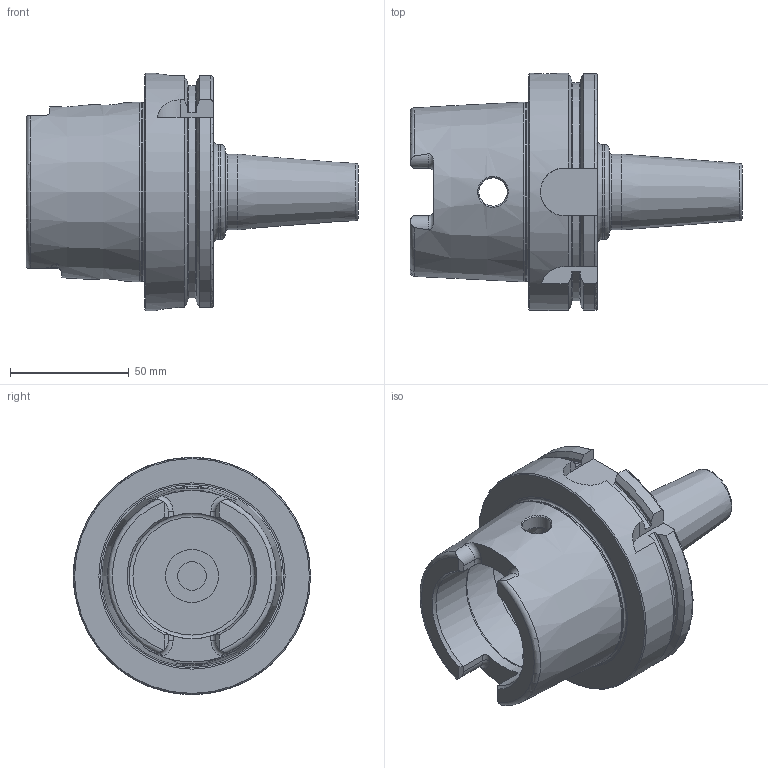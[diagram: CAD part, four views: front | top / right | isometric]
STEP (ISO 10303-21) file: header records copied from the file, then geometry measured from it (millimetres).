
FILE_DESCRIPTION(/* description */ (''),/* implementation_level */ '2;1');
FILE_NAME(/* name */ '04-1026-HSK100A-SFH9.525c-3.54.stp',/* time_stamp */ '2023-11-07T16:53:28+09:00',/* author */ ('SSKT'),/* organization */ (''),/* preprocessor_version */ 'ST-DEVELOPER v19.2',/* originating_system */ 'Autodesk Inventor 2024',/* authorisation */ '');
FILE_SCHEMA (('AUTOMOTIVE_DESIGN { 1 0 10303 214 3 1 1 }'));
Length unit declared in the file: millimetre
Products named in the file (1): HSK63A
Bounding box: 140 x 100 x 100 mm (x, y, z)
Volume: 292359.9 mm3; surface area: 56705.4 mm2
Topology: 1 solids, 1 shells, 123 faces, 325 edges, 215 vertices
Faces by surface type: plane 40, cylinder 37, torus 28, cone 16, bspline 2
Full cylindrical faces by diameter (mm): 2.5 x2, 9.525 x1, 10 x1, 10.725 x1, 12 x3, 22.376 x1, 25 x1, 32 x1, 40 x1, 53 x2, 63 x1, 75.415 x1, 100 x1
Entity records: 4631 total; most frequent: CARTESIAN_POINT 1539, DIRECTION 646, ORIENTED_EDGE 644, EDGE_CURVE 322, AXIS2_PLACEMENT_3D 270, VERTEX_POINT 210, CIRCLE 140, EDGE_LOOP 136
